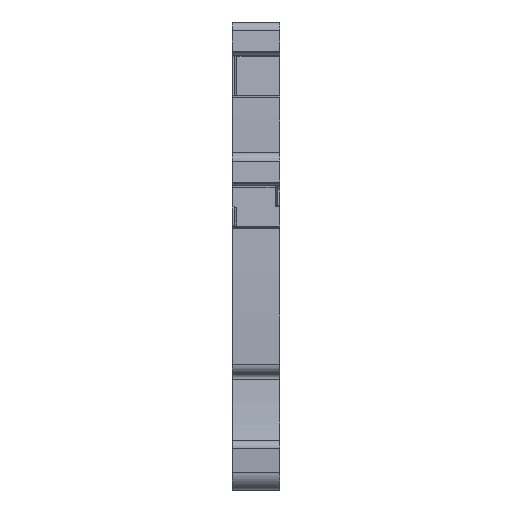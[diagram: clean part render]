
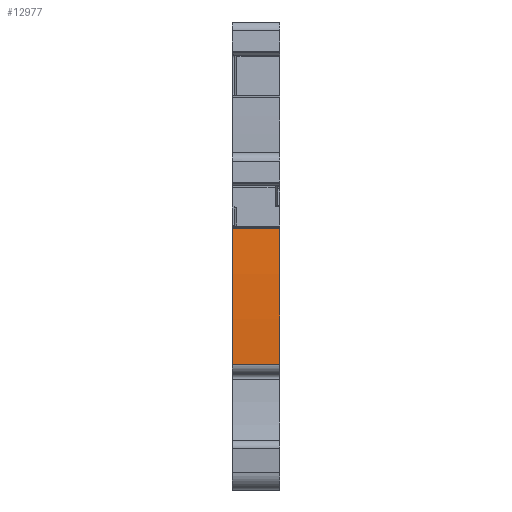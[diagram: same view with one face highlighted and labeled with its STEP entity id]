
A CAD part, front view. The second image highlights one B-rep face of the part: STEP entity #12977.
In plain terms, the highlighted cylindrical face has radius 151.052 mm (diameter 302.104 mm), a partial arc.
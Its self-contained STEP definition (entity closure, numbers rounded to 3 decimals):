
#12942=AXIS2_PLACEMENT_3D('Cylinder Axis2P3D',#12939,#12940,#12941) ;
#12946=AXIS2_PLACEMENT_3D('Circle Axis2P3D',#12944,#12945,$) ;
#12953=AXIS2_PLACEMENT_3D('Circle Axis2P3D',#12951,#12952,$) ;
#12967=AXIS2_PLACEMENT_3D('Circle Axis2P3D',#12965,#12966,$) ;
#12916=CARTESIAN_POINT('Vertex',(5.1,1.53,13.426)) ;
#12919=CARTESIAN_POINT('Line Origine',(2.55,1.53,13.426)) ;
#12923=CARTESIAN_POINT('Vertex',(0.05,1.53,13.426)) ;
#12939=CARTESIAN_POINT('Axis2P3D Location',(2.55,152.539,17.05)) ;
#12944=CARTESIAN_POINT('Axis2P3D Location',(5.1,152.539,17.05)) ;
#12948=CARTESIAN_POINT('Vertex',(5.1,1.53,13.45)) ;
#12951=CARTESIAN_POINT('Axis2P3D Location',(5.1,152.539,17.05)) ;
#12955=CARTESIAN_POINT('Vertex',(5.1,1.888,28.054)) ;
#12958=CARTESIAN_POINT('Line Origine',(2.55,1.888,28.054)) ;
#12962=CARTESIAN_POINT('Vertex',(0.05,1.888,28.054)) ;
#12965=CARTESIAN_POINT('Axis2P3D Location',(0.05,152.539,17.05)) ;
#12920=DIRECTION('Vector Direction',(1.,0.,0.)) ;
#12940=DIRECTION('Axis2P3D Direction',(1.,0.,0.)) ;
#12941=DIRECTION('Axis2P3D XDirection',(0.,-0.996,0.089)) ;
#12945=DIRECTION('Axis2P3D Direction',(1.,0.,0.)) ;
#12952=DIRECTION('Axis2P3D Direction',(1.,0.,0.)) ;
#12959=DIRECTION('Vector Direction',(1.,0.,0.)) ;
#12966=DIRECTION('Axis2P3D Direction',(1.,0.,0.)) ;
#12921=VECTOR('Line Direction',#12920,1.) ;
#12960=VECTOR('Line Direction',#12959,1.) ;
#12971=ORIENTED_EDGE('',*,*,#12925,.T.) ;
#12972=ORIENTED_EDGE('',*,*,#12950,.F.) ;
#12973=ORIENTED_EDGE('',*,*,#12957,.F.) ;
#12974=ORIENTED_EDGE('',*,*,#12964,.F.) ;
#12975=ORIENTED_EDGE('',*,*,#12969,.T.) ;
#12977=ADVANCED_FACE('Hauptk\X2\00F6\X0\rper',(#12976),#12943,.T.) ;
#12947=CIRCLE('generated circle',#12946,151.052) ;
#12954=CIRCLE('generated circle',#12953,151.052) ;
#12968=CIRCLE('generated circle',#12967,151.052) ;
#12943=CYLINDRICAL_SURFACE('generated cylinder',#12942,151.052) ;
#12925=EDGE_CURVE('',#12924,#12917,#12922,.T.) ;
#12950=EDGE_CURVE('',#12949,#12917,#12947,.T.) ;
#12957=EDGE_CURVE('',#12956,#12949,#12954,.T.) ;
#12964=EDGE_CURVE('',#12963,#12956,#12961,.T.) ;
#12969=EDGE_CURVE('',#12963,#12924,#12968,.T.) ;
#12970=EDGE_LOOP('',(#12971,#12972,#12973,#12974,#12975)) ;
#12976=FACE_OUTER_BOUND('',#12970,.T.) ;
#12922=LINE('Line',#12919,#12921) ;
#12961=LINE('Line',#12958,#12960) ;
#12917=VERTEX_POINT('',#12916) ;
#12924=VERTEX_POINT('',#12923) ;
#12949=VERTEX_POINT('',#12948) ;
#12956=VERTEX_POINT('',#12955) ;
#12963=VERTEX_POINT('',#12962) ;
